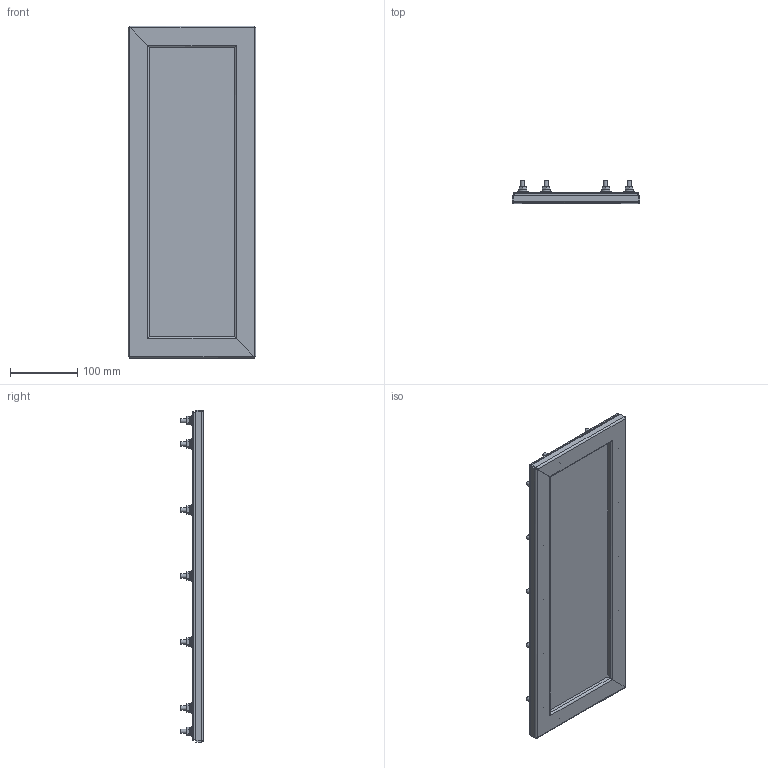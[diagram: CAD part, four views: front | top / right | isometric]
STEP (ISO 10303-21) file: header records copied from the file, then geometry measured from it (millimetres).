
FILE_DESCRIPTION( ( 'Unknown' ), '1' );
FILE_NAME( 'AWK1705.stp', 'Unknown', ( 'Unknown' ), ( 'Unknown' ), 'PSStep 16.0.42', 'Unknown', ' ' );
FILE_SCHEMA( ( 'AUTOMOTIVE_DESIGN { 1 0 10303 214 1 1 1 1 }' ) );
Length unit declared in the file: millimetre
Products named in the file (10): AWK1705_L; AWK1705; 0.250-20 x 1.250 AC_CD 201-008-808; Assem1; HN_0.2500; FW_0.2500; LW_0.250; AWK1705_GASKET; AWK1705-PR; AWK1705_LEXAN
Assembly tree (55 placements, depth 3):
  Assem1
    HN_0.2500  x14
    FW_0.2500  x14
    LW_0.250  x14
    AWK1705_GASKET
    AWK1705-PR
    AWK1705_LEXAN
    AWK1705_L  x2
      AWK1705
      0.250-20 x 1.250 AC_CD 201-008-808
Bounding box: 190.5 x 33.66 x 495.3 mm (x, y, z)
Volume: 1031527 mm3; surface area: 458122.3 mm2
Topology: 61 solids, 61 shells, 2104 faces, 4932 edges, 3272 vertices
Faces by surface type: plane 1452, extrusion 392, cylinder 170, cone 70, bspline 20
Full cylindrical faces by diameter (mm): 0.508 x14, 3.023 x14, 3.175 x14, 6.35 x28, 7.137 x14, 7.798 x14, 9.525 x14, 15.875 x14
Entity records: 42256 total; most frequent: CARTESIAN_POINT 16608, ORIENTED_EDGE 4106, DIRECTION 2568, EDGE_CURVE 2053, B_SPLINE_CURVE_WITH_KNOTS 1437, VERTEX_POINT 1413, EDGE_LOOP 1152, FACE_OUTER_BOUND 962
